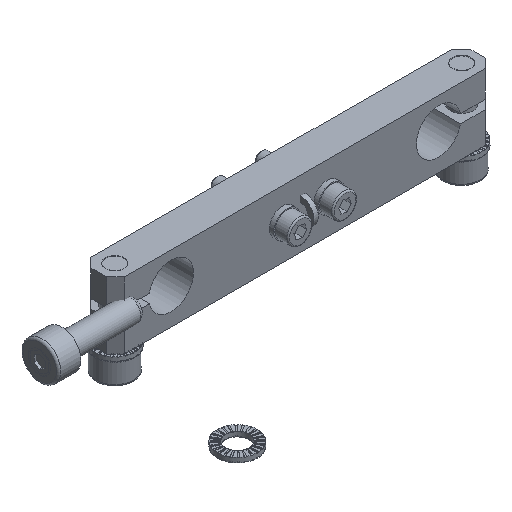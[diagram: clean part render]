
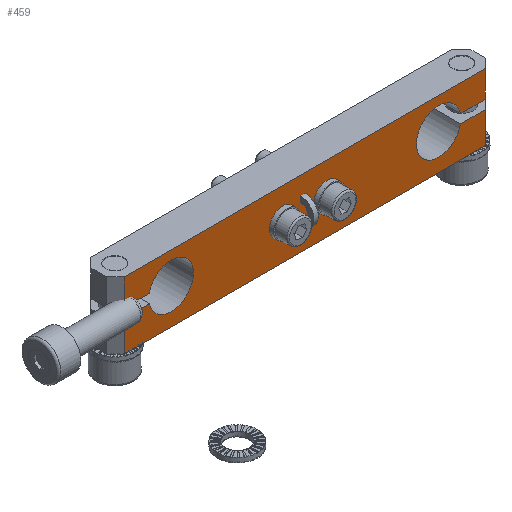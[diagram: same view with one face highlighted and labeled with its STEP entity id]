
A CAD part, isometric view. The second image highlights one B-rep face of the part: STEP entity #459.
In plain terms, the highlighted planar face has unit normal (0, -1, 0).
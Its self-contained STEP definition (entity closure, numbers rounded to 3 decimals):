
#459 = ADVANCED_FACE( '', ( #1055, #1056, #1057 ), #1058, .F. );
#1055 = FACE_BOUND( '', #1791, .T. );
#1056 = FACE_BOUND( '', #1792, .T. );
#1057 = FACE_OUTER_BOUND( '', #1793, .T. );
#1058 = PLANE( '', #1794 );
#1791 = EDGE_LOOP( '', ( #3009 ) );
#1792 = EDGE_LOOP( '', ( #3010 ) );
#1793 = EDGE_LOOP( '', ( #3011, #3012, #3013, #3014, #3015, #3016, #3017, #3018, #3019, #3020, #3021, #3022 ) );
#1794 = AXIS2_PLACEMENT_3D( '', #3023, #3024, #3025 );
#3009 = ORIENTED_EDGE( '', *, *, #4967, .T. );
#3010 = ORIENTED_EDGE( '', *, *, #4948, .T. );
#3011 = ORIENTED_EDGE( '', *, *, #4968, .F. );
#3012 = ORIENTED_EDGE( '', *, *, #4850, .T. );
#3013 = ORIENTED_EDGE( '', *, *, #4969, .F. );
#3014 = ORIENTED_EDGE( '', *, *, #4970, .T. );
#3015 = ORIENTED_EDGE( '', *, *, #4890, .F. );
#3016 = ORIENTED_EDGE( '', *, *, #4971, .T. );
#3017 = ORIENTED_EDGE( '', *, *, #4964, .F. );
#3018 = ORIENTED_EDGE( '', *, *, #4972, .T. );
#3019 = ORIENTED_EDGE( '', *, *, #4666, .F. );
#3020 = ORIENTED_EDGE( '', *, *, #4652, .T. );
#3021 = ORIENTED_EDGE( '', *, *, #4973, .F. );
#3022 = ORIENTED_EDGE( '', *, *, #4974, .T. );
#3023 = CARTESIAN_POINT( '', ( -42.5, 0., 7. ) );
#3024 = DIRECTION( '', ( 0., 1., 0. ) );
#3025 = DIRECTION( '', ( 0., 0., 1. ) );
#4652 = EDGE_CURVE( '', #5685, #5683, #5686, .T. );
#4666 = EDGE_CURVE( '', #5685, #5708, #5709, .T. );
#4850 = EDGE_CURVE( '', #6016, #6013, #6017, .T. );
#4890 = EDGE_CURVE( '', #6081, #6082, #6083, .T. );
#4948 = EDGE_CURVE( '', #6181, #6181, #6182, .T. );
#4964 = EDGE_CURVE( '', #6205, #6207, #6208, .T. );
#4967 = EDGE_CURVE( '', #6211, #6211, #6212, .T. );
#4968 = EDGE_CURVE( '', #6016, #6213, #6214, .T. );
#4969 = EDGE_CURVE( '', #6215, #6013, #6216, .T. );
#4970 = EDGE_CURVE( '', #6215, #6082, #6217, .T. );
#4971 = EDGE_CURVE( '', #6081, #6207, #6218, .T. );
#4972 = EDGE_CURVE( '', #6205, #5708, #6219, .T. );
#4973 = EDGE_CURVE( '', #6220, #5683, #6221, .T. );
#4974 = EDGE_CURVE( '', #6220, #6213, #6222, .T. );
#5683 = VERTEX_POINT( '', #7257 );
#5685 = VERTEX_POINT( '', #7260 );
#5686 = LINE( '', #7261, #7262 );
#5708 = VERTEX_POINT( '', #7292 );
#5709 = LINE( '', #7293, #7294 );
#6013 = VERTEX_POINT( '', #7690 );
#6016 = VERTEX_POINT( '', #7694 );
#6017 = LINE( '', #7695, #7696 );
#6081 = VERTEX_POINT( '', #7779 );
#6082 = VERTEX_POINT( '', #7780 );
#6083 = LINE( '', #7781, #7782 );
#6181 = VERTEX_POINT( '', #7913 );
#6182 = CIRCLE( '', #7914, 1.6 );
#6205 = VERTEX_POINT( '', #7941 );
#6207 = VERTEX_POINT( '', #7944 );
#6208 = LINE( '', #7945, #7946 );
#6211 = VERTEX_POINT( '', #7950 );
#6212 = CIRCLE( '', #7951, 1.6 );
#6213 = VERTEX_POINT( '', #7952 );
#6214 = LINE( '', #7953, #7954 );
#6215 = VERTEX_POINT( '', #7955 );
#6216 = LINE( '', #7956, #7957 );
#6217 = LINE( '', #7958, #7959 );
#6218 = CIRCLE( '', #7960, 5. );
#6219 = LINE( '', #7961, #7962 );
#6220 = VERTEX_POINT( '', #7963 );
#6221 = LINE( '', #7964, #7965 );
#6222 = CIRCLE( '', #7966, 5. );
#7257 = CARTESIAN_POINT( '', ( 40.5, 0., -1. ) );
#7260 = CARTESIAN_POINT( '', ( 40.5, 0., -8. ) );
#7261 = CARTESIAN_POINT( '', ( 40.5, 0., 7. ) );
#7262 = VECTOR( '', #8933, 1000. );
#7292 = CARTESIAN_POINT( '', ( -40.5, 0., -8. ) );
#7293 = CARTESIAN_POINT( '', ( 42.5, 0., -8. ) );
#7294 = VECTOR( '', #8948, 1000. );
#7690 = CARTESIAN_POINT( '', ( 40.5, 0., 7. ) );
#7694 = CARTESIAN_POINT( '', ( 40.5, 0., 1. ) );
#7695 = CARTESIAN_POINT( '', ( 40.5, 0., 7. ) );
#7696 = VECTOR( '', #9186, 1000. );
#7779 = CARTESIAN_POINT( '', ( -34.899, 0., 1. ) );
#7780 = CARTESIAN_POINT( '', ( -40.5, 0., 1. ) );
#7781 = CARTESIAN_POINT( '', ( -42.5, 0., 1. ) );
#7782 = VECTOR( '', #9239, 1000. );
#7913 = CARTESIAN_POINT( '', ( 5., 0., 1.6 ) );
#7914 = AXIS2_PLACEMENT_3D( '', #9312, #9313, #9314 );
#7941 = CARTESIAN_POINT( '', ( -40.5, 0., -1. ) );
#7944 = CARTESIAN_POINT( '', ( -34.899, 0., -1. ) );
#7945 = CARTESIAN_POINT( '', ( -42.5, 0., -1. ) );
#7946 = VECTOR( '', #9338, 1000. );
#7950 = CARTESIAN_POINT( '', ( -5., 0., 1.6 ) );
#7951 = AXIS2_PLACEMENT_3D( '', #9340, #9341, #9342 );
#7952 = CARTESIAN_POINT( '', ( 34.899, 0., 1. ) );
#7953 = CARTESIAN_POINT( '', ( -42.5, 0., 1. ) );
#7954 = VECTOR( '', #9343, 1000. );
#7955 = CARTESIAN_POINT( '', ( -40.5, 0., 7. ) );
#7956 = CARTESIAN_POINT( '', ( -42.5, 0., 7. ) );
#7957 = VECTOR( '', #9344, 1000. );
#7958 = CARTESIAN_POINT( '', ( -40.5, 0., 7. ) );
#7959 = VECTOR( '', #9345, 1000. );
#7960 = AXIS2_PLACEMENT_3D( '', #9346, #9347, #9348 );
#7961 = CARTESIAN_POINT( '', ( -40.5, 0., 7. ) );
#7962 = VECTOR( '', #9349, 1000. );
#7963 = CARTESIAN_POINT( '', ( 34.899, 0., -1. ) );
#7964 = CARTESIAN_POINT( '', ( -42.5, 0., -1. ) );
#7965 = VECTOR( '', #9350, 1000. );
#7966 = AXIS2_PLACEMENT_3D( '', #9351, #9352, #9353 );
#8933 = DIRECTION( '', ( 0., 0., 1. ) );
#8948 = DIRECTION( '', ( -1., 0., 0. ) );
#9186 = DIRECTION( '', ( 0., 0., 1. ) );
#9239 = DIRECTION( '', ( -1., 0., 0. ) );
#9312 = CARTESIAN_POINT( '', ( 5., 0., 0. ) );
#9313 = DIRECTION( '', ( 0., 1., 0. ) );
#9314 = DIRECTION( '', ( 0., 0., 1. ) );
#9338 = DIRECTION( '', ( 1., 0., 0. ) );
#9340 = CARTESIAN_POINT( '', ( -5., 0., 0. ) );
#9341 = DIRECTION( '', ( 0., 1., 0. ) );
#9342 = DIRECTION( '', ( 0., 0., 1. ) );
#9343 = DIRECTION( '', ( -1., 0., 0. ) );
#9344 = DIRECTION( '', ( 1., 0., 0. ) );
#9345 = DIRECTION( '', ( 0., 0., -1. ) );
#9346 = CARTESIAN_POINT( '', ( -30., 0., 0. ) );
#9347 = DIRECTION( '', ( 0., 1., 0. ) );
#9348 = DIRECTION( '', ( 0., 0., 1. ) );
#9349 = DIRECTION( '', ( 0., 0., -1. ) );
#9350 = DIRECTION( '', ( 1., 0., 0. ) );
#9351 = CARTESIAN_POINT( '', ( 30., 0., 0. ) );
#9352 = DIRECTION( '', ( 0., 1., 0. ) );
#9353 = DIRECTION( '', ( 0., 0., 1. ) );
